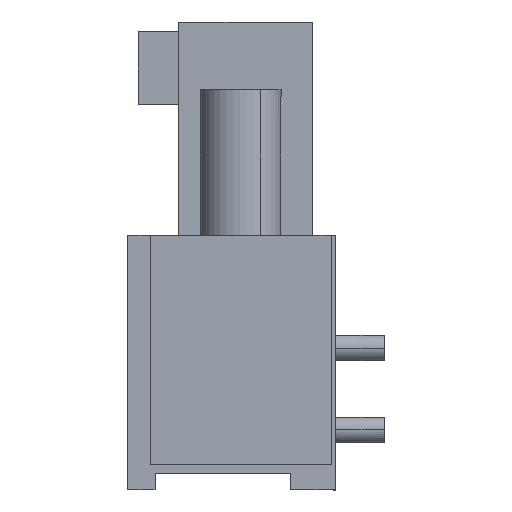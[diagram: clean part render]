
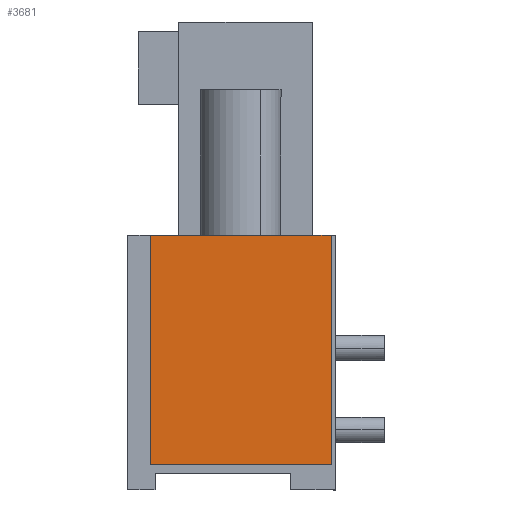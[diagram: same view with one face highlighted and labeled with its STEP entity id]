
A CAD part, left-side view. The second image highlights one B-rep face of the part: STEP entity #3681.
In plain terms, the highlighted planar face has unit normal (-1, 0, 0).
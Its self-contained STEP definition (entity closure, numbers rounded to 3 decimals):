
#757=CARTESIAN_POINT('Vertex',(0.,7.25,7.9)) ;
#760=CARTESIAN_POINT('Line Origine',(0.,4.45,7.9)) ;
#764=CARTESIAN_POINT('Vertex',(0.,1.65,7.9)) ;
#1507=CARTESIAN_POINT('Vertex',(0.,1.65,0.8)) ;
#1510=CARTESIAN_POINT('Line Origine',(0.,1.65,4.35)) ;
#1527=CARTESIAN_POINT('Line Origine',(0.,4.45,0.8)) ;
#1531=CARTESIAN_POINT('Vertex',(0.,7.25,0.8)) ;
#1569=CARTESIAN_POINT('Line Origine',(0.,7.25,4.35)) ;
#3670=CARTESIAN_POINT('Axis2P3D Location',(0.,7.25,7.9)) ;
#761=DIRECTION('Vector Direction',(0.,-1.,0.)) ;
#1511=DIRECTION('Vector Direction',(0.,0.,-1.)) ;
#1528=DIRECTION('Vector Direction',(0.,-1.,0.)) ;
#1570=DIRECTION('Vector Direction',(0.,0.,-1.)) ;
#3671=DIRECTION('Axis2P3D Direction',(1.,0.,0.)) ;
#3672=DIRECTION('Axis2P3D XDirection',(0.,-1.,0.)) ;
#3673=AXIS2_PLACEMENT_3D('Plane Axis2P3D',#3670,#3671,#3672) ;
#3676=ORIENTED_EDGE('',*,*,#1533,.T.) ;
#3677=ORIENTED_EDGE('',*,*,#1514,.F.) ;
#3678=ORIENTED_EDGE('',*,*,#766,.F.) ;
#3679=ORIENTED_EDGE('',*,*,#1573,.T.) ;
#762=VECTOR('Line Direction',#761,1.) ;
#1512=VECTOR('Line Direction',#1511,1.) ;
#1529=VECTOR('Line Direction',#1528,1.) ;
#1571=VECTOR('Line Direction',#1570,1.) ;
#3681=ADVANCED_FACE('HOUSING',(#3680),#3674,.F.) ;
#766=EDGE_CURVE('',#758,#765,#763,.T.) ;
#1514=EDGE_CURVE('',#765,#1508,#1513,.T.) ;
#1533=EDGE_CURVE('',#1532,#1508,#1530,.T.) ;
#1573=EDGE_CURVE('',#758,#1532,#1572,.T.) ;
#3675=EDGE_LOOP('',(#3676,#3677,#3678,#3679)) ;
#3680=FACE_OUTER_BOUND('',#3675,.T.) ;
#763=LINE('Line',#760,#762) ;
#1513=LINE('Line',#1510,#1512) ;
#1530=LINE('Line',#1527,#1529) ;
#1572=LINE('Line',#1569,#1571) ;
#3674=PLANE('',#3673) ;
#758=VERTEX_POINT('',#757) ;
#765=VERTEX_POINT('',#764) ;
#1508=VERTEX_POINT('',#1507) ;
#1532=VERTEX_POINT('',#1531) ;
